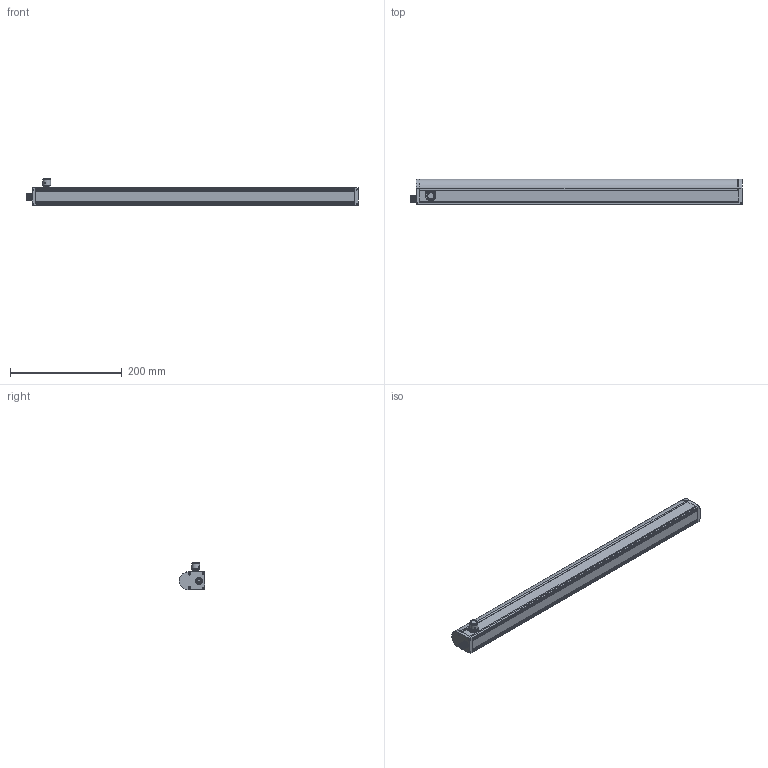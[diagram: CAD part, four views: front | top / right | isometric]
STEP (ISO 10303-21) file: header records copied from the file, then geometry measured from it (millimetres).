
FILE_DESCRIPTION((''),'2;1');
FILE_NAME('236796_SM01_ASM','2024-06-04T09:06:55',('banengservice'),('BANNER ENGINEERING'),'CREO PARAMETRIC BY PTC INC, 2022414','CREO PARAMETRIC BY PTC INC, 2022414','');
FILE_SCHEMA(('CONFIG_CONTROL_DESIGN'));
Length unit declared in the file: millimetre
Products named in the file (2): 236796_EP01; 236796_SM01_ASM
Assembly tree (1 placements, depth 2):
  236796_SM01_ASM
    236796_EP01
Bounding box: 593 x 46 x 49.12 mm (x, y, z)
Volume: 783614.3 mm3; surface area: 92356.9 mm2
Topology: 2 solids, 3 shells, 618 faces, 1631 edges, 1041 vertices
Faces by surface type: plane 264, cylinder 139, bspline 111, cone 46, torus 38, sphere 16, extrusion 4
Entity records: 36933 total; most frequent: CARTESIAN_POINT 22139, ORIENTED_EDGE 3246, DIRECTION 2788, EDGE_CURVE 1623, VERTEX_POINT 1041, AXIS2_PLACEMENT_3D 932, VECTOR 924, LINE 920
